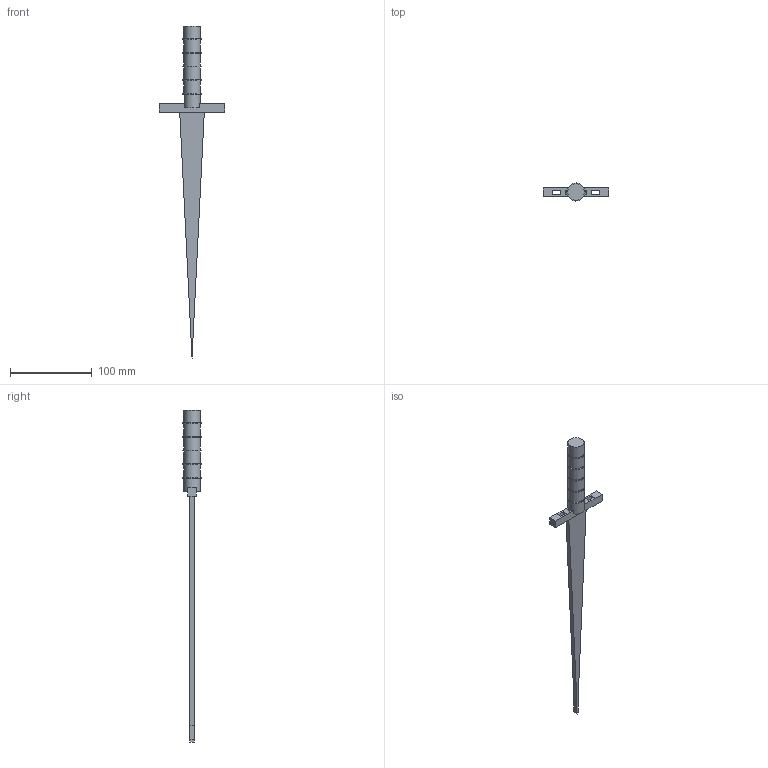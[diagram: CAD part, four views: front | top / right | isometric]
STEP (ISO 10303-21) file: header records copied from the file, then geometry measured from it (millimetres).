
FILE_DESCRIPTION(('Open CASCADE Model'),'2;1');
FILE_NAME('Open CASCADE Shape Model','2024-05-27T01:19:04',('Author'),( 'Open CASCADE'),'Open CASCADE STEP processor 7.7','Open CASCADE 7.7' ,'Unknown');
FILE_SCHEMA(('AUTOMOTIVE_DESIGN { 1 0 10303 214 1 1 1 1 }'));
Length unit declared in the file: millimetre
Products named in the file (1): Open CASCADE STEP translator 7.7 21
Bounding box: 80 x 22 x 405 mm (x, y, z)
Volume: 59943.8 mm3; surface area: 23105.2 mm2
Topology: 1 solids, 1 shells, 61 faces, 144 edges, 96 vertices
Faces by surface type: plane 50, cylinder 11
Full cylindrical faces by diameter (mm): 20 x6, 22 x5
Entity records: 3650 total; most frequent: CARTESIAN_POINT 614, DIRECTION 582, LINE 372, VECTOR 372, ORIENTED_EDGE 288, PCURVE 288, DEFINITIONAL_REPRESENTATION 288, EDGE_CURVE 144
